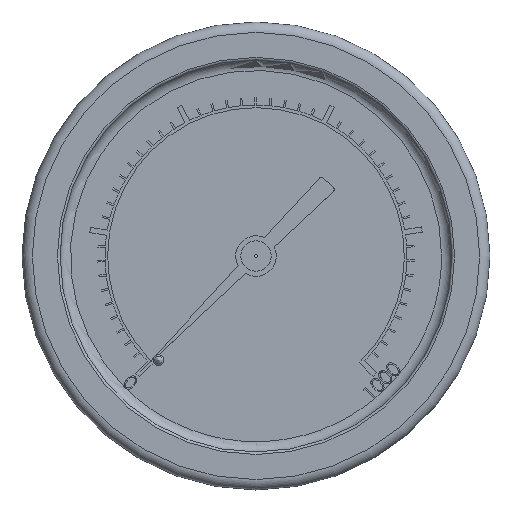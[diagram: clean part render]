
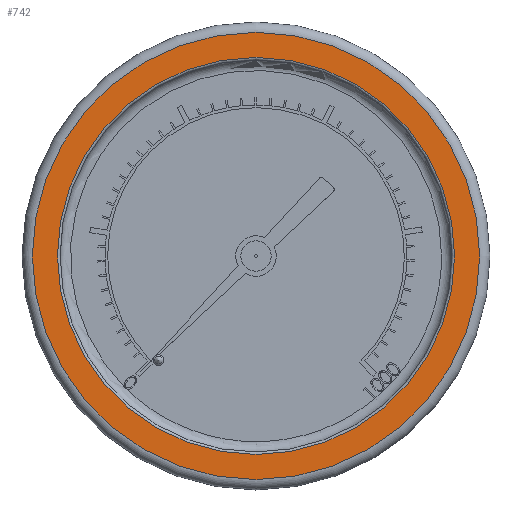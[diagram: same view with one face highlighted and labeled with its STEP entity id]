
A CAD part, top view. The second image highlights one B-rep face of the part: STEP entity #742.
In plain terms, the highlighted planar face has unit normal (0, 0, 1).
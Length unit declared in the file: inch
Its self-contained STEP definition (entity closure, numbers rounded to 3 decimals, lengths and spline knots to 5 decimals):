
#742 = ADVANCED_FACE ( 'NONE', ( #14956, #8199 ), #17685, .T. ) ;
#998 = DIRECTION ( 'NONE',  ( 1., 0., 0. ) ) ;
#1368 = EDGE_CURVE ( 'NONE', #6440, #6440, #1572, .T. ) ;
#1572 = CIRCLE ( 'NONE', #12284, 1.151 ) ;
#2710 = AXIS2_PLACEMENT_3D ( 'NONE', #16587, #16325, #16501 ) ;
#3140 = EDGE_LOOP ( 'NONE', ( #8820 ) ) ;
#3802 = DIRECTION ( 'NONE',  ( 0., 0., 1. ) ) ;
#5263 = EDGE_LOOP ( 'NONE', ( #11500 ) ) ;
#6440 = VERTEX_POINT ( 'NONE', #11693 ) ;
#8199 = FACE_OUTER_BOUND ( 'NONE', #3140, .T. ) ;
#8820 = ORIENTED_EDGE ( 'NONE', *, *, #14037, .T. ) ;
#10587 = CARTESIAN_POINT ( 'NONE',  ( 0., 0., 0. ) ) ;
#11500 = ORIENTED_EDGE ( 'NONE', *, *, #1368, .T. ) ;
#11674 = DIRECTION ( 'NONE',  ( 0., 0., -1. ) ) ;
#11693 = CARTESIAN_POINT ( 'NONE',  ( 1.151, 0., 0. ) ) ;
#12284 = AXIS2_PLACEMENT_3D ( 'NONE', #10587, #11674, #998 ) ;
#14037 = EDGE_CURVE ( 'NONE', #17765, #17765, #16568, .T. ) ;
#14841 = DIRECTION ( 'NONE',  ( 1., 0., 0. ) ) ;
#14956 = FACE_BOUND ( 'NONE', #5263, .T. ) ;
#15036 = CARTESIAN_POINT ( 'NONE',  ( 1.2965, 0., 0. ) ) ;
#15119 = AXIS2_PLACEMENT_3D ( 'NONE', #17569, #3802, #14841 ) ;
#16325 = DIRECTION ( 'NONE',  ( 0., 0., 1. ) ) ;
#16501 = DIRECTION ( 'NONE',  ( 1., 0., 0. ) ) ;
#16568 = CIRCLE ( 'NONE', #15119, 1.2965 ) ;
#16587 = CARTESIAN_POINT ( 'NONE',  ( 0., 0., 0. ) ) ;
#17569 = CARTESIAN_POINT ( 'NONE',  ( 0., 0., 0. ) ) ;
#17685 = PLANE ( 'NONE',  #2710 ) ;
#17765 = VERTEX_POINT ( 'NONE', #15036 ) ;
